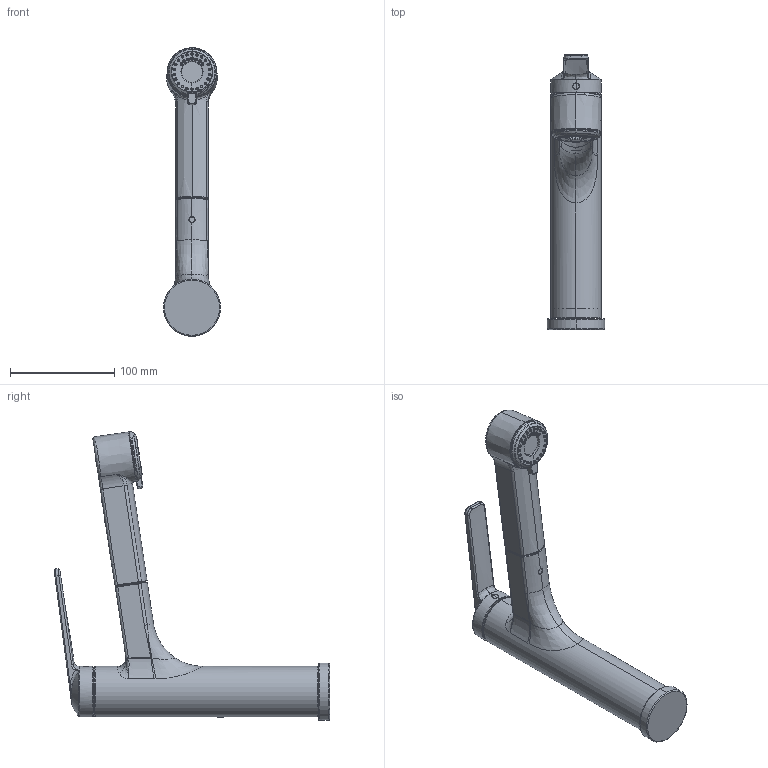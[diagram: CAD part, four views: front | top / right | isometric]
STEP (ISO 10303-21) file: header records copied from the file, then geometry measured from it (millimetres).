
FILE_DESCRIPTION((''),'2;1');
FILE_NAME('10661053','2019-11-22T13:40:06',('LF994'),(''),'CREO PARAMETRIC BY PTC INC, 2018500','CREO PARAMETRIC BY PTC INC, 2018500','');
FILE_SCHEMA(('CONFIG_CONTROL_DESIGN'));
Products named in the file (1): 10661053
Bounding box: 55 x 264.14 x 277.11 mm (x, y, z)
Volume: 322822.7 mm3; surface area: 140477.1 mm2
Topology: 4 solids, 4 shells, 1292 faces, 3105 edges, 1876 vertices
Faces by surface type: bspline 365, cylinder 247, plane 244, cone 232, torus 143, sphere 50, extrusion 9, revolution 2
Entity records: 76889 total; most frequent: CARTESIAN_POINT 50054, ORIENTED_EDGE 6184, DIRECTION 4682, EDGE_CURVE 3092, AXIS2_PLACEMENT_3D 1965, VERTEX_POINT 1876, EDGE_LOOP 1402, B_SPLINE_CURVE_WITH_KNOTS 1313
